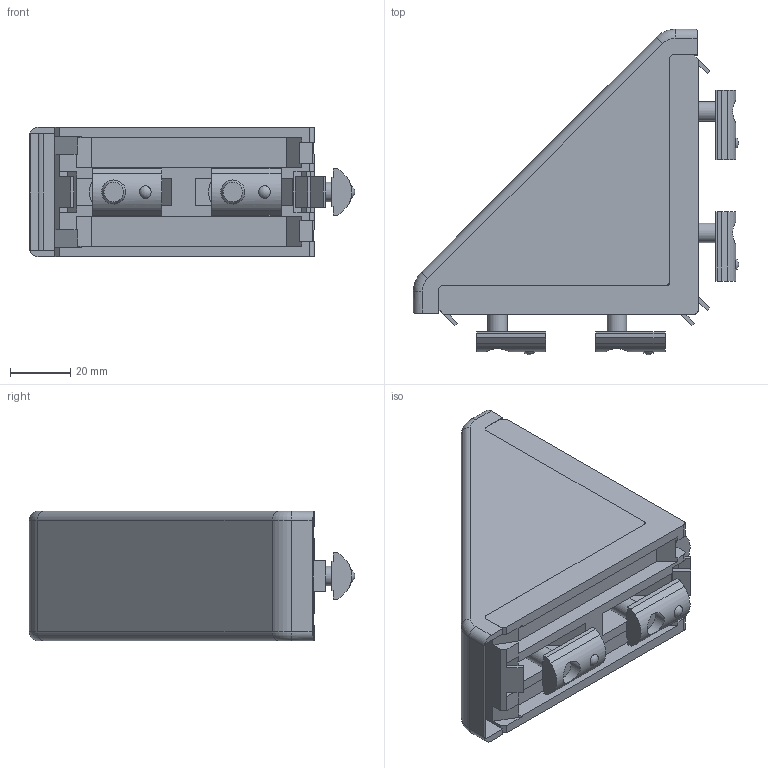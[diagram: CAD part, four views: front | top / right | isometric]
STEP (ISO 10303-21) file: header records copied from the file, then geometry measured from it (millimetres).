
FILE_DESCRIPTION(/* description */ (''),/* implementation_level */ '2;1');
FILE_NAME(/* name */ '123032',/* time_stamp */ '2014-10-06T12:26:58+02:00',/* author */ (''),/* organization */ (''),/* preprocessor_version */ 'ST-DEVELOPER v14',/* originating_system */ 'HiCAD 2013 1802.4 Build 509',/* authorisation */ '');
FILE_SCHEMA (('AUTOMOTIVE_DESIGN { 1 0 10303 214 1 1 1 1 }'));
Length unit declared in the file: millimetre
Products named in the file (15): Root; 123032HOEKSTUK 45X90 BASICBOIKON; 123033AFDEKKAP HOEKSTUK 45X90 BASICBOIKON; 900152Cil. inbusbout DIN 912 EV M8 x 20BOIKON0; 122350Sleufmoer 10 - M8 met kogelBOIKON; 901708Sluitring DIN 125 EV M8BOIKON0
Assembly tree (14 placements, depth 3):
  Root
    123032HOEKSTUK 45X90 BASICBOIKON
      123033AFDEKKAP HOEKSTUK 45X90 BASICBOIKON
      900152Cil. inbusbout DIN 912 EV M8 x 20BOIKON0
      900152Cil. inbusbout DIN 912 EV M8 x 20BOIKON0
      900152Cil. inbusbout DIN 912 EV M8 x 20BOIKON0
      900152Cil. inbusbout DIN 912 EV M8 x 20BOIKON0
      122350Sleufmoer 10 - M8 met kogelBOIKON
      122350Sleufmoer 10 - M8 met kogelBOIKON
      122350Sleufmoer 10 - M8 met kogelBOIKON
      122350Sleufmoer 10 - M8 met kogelBOIKON
      901708Sluitring DIN 125 EV M8BOIKON0
      901708Sluitring DIN 125 EV M8BOIKON0
      901708Sluitring DIN 125 EV M8BOIKON0
      901708Sluitring DIN 125 EV M8BOIKON0
Bounding box: 107.87 x 107.87 x 43 mm (x, y, z)
Volume: 98648.7 mm3; surface area: 58901.3 mm2
Topology: 14 solids, 14 shells, 318 faces, 810 edges, 534 vertices
Faces by surface type: plane 254, cylinder 44, torus 8, cone 8, sphere 4
Full cylindrical faces by diameter (mm): 6.466 x4, 8 x8, 8.4 x4, 13 x4, 16 x4
Entity records: 20265 total; most frequent: CARTESIAN_POINT 4846, DIRECTION 1558, PRESENTATION_STYLE_ASSIGNMENT 1522, COLOUR_RGB 1513, DRAUGHTING_PRE_DEFINED_CURVE_FONT 1508, CURVE_STYLE 1508, OVER_RIDING_STYLED_ITEM 1508, ORIENTED_EDGE 1508
